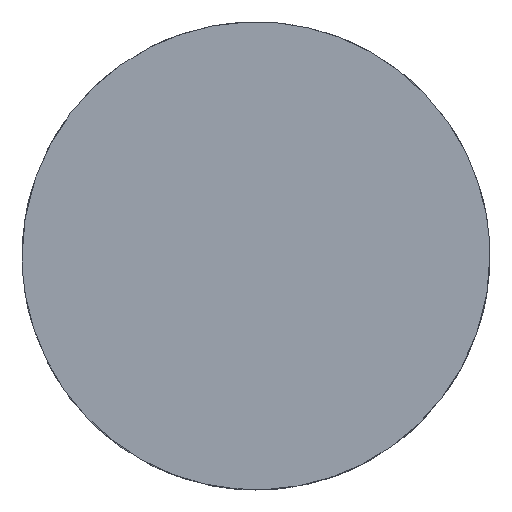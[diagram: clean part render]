
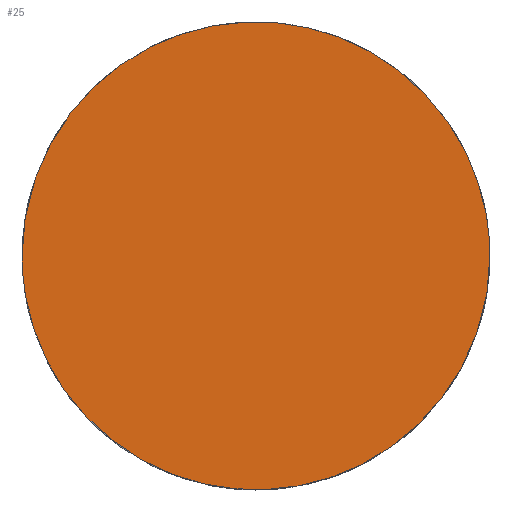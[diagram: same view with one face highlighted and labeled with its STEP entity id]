
A CAD part, top view. The second image highlights one B-rep face of the part: STEP entity #25.
In plain terms, the highlighted free-form (B-spline) face has degree [1, 1] with [2, 2] control points.
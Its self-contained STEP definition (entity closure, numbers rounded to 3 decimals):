
#25=ADVANCED_FACE('',(#31),#154,.T.);
#31=FACE_OUTER_BOUND('',#39,.T.);
#39=EDGE_LOOP('',(#58,#59));
#58=ORIENTED_EDGE('',*,*,#143,.F.);
#59=ORIENTED_EDGE('',*,*,#139,.F.);
#66=(
BOUNDED_CURVE()
B_SPLINE_CURVE(2,(#480,#481,#482,#483,#484),.UNSPECIFIED.,.F.,.F.)
B_SPLINE_CURVE_WITH_KNOTS((3,2,3),(0.,54.978,109.956),
 .UNSPECIFIED.)
CURVE()
GEOMETRIC_REPRESENTATION_ITEM()
RATIONAL_B_SPLINE_CURVE((1.,0.707,1.,0.707,1.))
REPRESENTATION_ITEM('')
);
#68=(
BOUNDED_CURVE()
B_SPLINE_CURVE(2,(#568,#569,#570,#571,#572),.UNSPECIFIED.,.F.,.F.)
B_SPLINE_CURVE_WITH_KNOTS((3,2,3),(0.,54.978,109.956),
 .UNSPECIFIED.)
CURVE()
GEOMETRIC_REPRESENTATION_ITEM()
RATIONAL_B_SPLINE_CURVE((1.,0.707,1.,0.707,1.))
REPRESENTATION_ITEM('')
);
#70=(
BOUNDED_CURVE()
B_SPLINE_CURVE(2,(#652,#653,#654,#655,#656),.UNSPECIFIED.,.F.,.F.)
B_SPLINE_CURVE_WITH_KNOTS((3,2,3),(0.,54.978,109.956),
 .UNSPECIFIED.)
CURVE()
GEOMETRIC_REPRESENTATION_ITEM()
RATIONAL_B_SPLINE_CURVE((1.,0.707,1.,0.707,1.))
REPRESENTATION_ITEM('')
);
#71=(
BOUNDED_CURVE()
B_SPLINE_CURVE(2,(#657,#658,#659,#660,#661),.UNSPECIFIED.,.F.,.F.)
B_SPLINE_CURVE_WITH_KNOTS((3,2,3),(0.,54.978,109.956),
 .UNSPECIFIED.)
CURVE()
GEOMETRIC_REPRESENTATION_ITEM()
RATIONAL_B_SPLINE_CURVE((1.,0.707,1.,0.707,1.))
REPRESENTATION_ITEM('')
);
#79=PCURVE('',#157,#103);
#85=PCURVE('',#158,#109);
#90=PCURVE('',#154,#114);
#91=PCURVE('',#154,#115);
#103=DEFINITIONAL_REPRESENTATION('',(#195),#724);
#109=DEFINITIONAL_REPRESENTATION('',(#203),#724);
#114=DEFINITIONAL_REPRESENTATION('',(#70),#724);
#115=DEFINITIONAL_REPRESENTATION('',(#71),#724);
#127=SURFACE_CURVE('',#66,(#79,#91),.PCURVE_S1.);
#131=SURFACE_CURVE('',#68,(#85,#90),.PCURVE_S1.);
#139=EDGE_CURVE('',#150,#151,#127,.T.);
#143=EDGE_CURVE('',#151,#150,#131,.T.);
#150=VERTEX_POINT('',#332);
#151=VERTEX_POINT('',#333);
#154=B_SPLINE_SURFACE_WITH_KNOTS('',1,1,((#302,#303),(#304,#305)),
 .UNSPECIFIED.,.F.,.F.,.F.,(2,2),(2,2),(-42.,42.),(-42.,
42.),.UNSPECIFIED.);
#157=(
BOUNDED_SURFACE()
B_SPLINE_SURFACE(2,1,((#266,#267),(#268,#269),(#270,#271),(#272,#273),(#274,
#275),(#276,#277),(#278,#279),(#280,#281),(#282,#283)),.UNSPECIFIED.,.T.,
 .F.,.F.)
B_SPLINE_SURFACE_WITH_KNOTS((3,2,2,2,3),(2,2),(0.,54.978,109.956,
164.934,219.911),(0.,39.6),.UNSPECIFIED.)
GEOMETRIC_REPRESENTATION_ITEM()
RATIONAL_B_SPLINE_SURFACE(((1.,1.),(0.707,0.707),
(1.,1.),(0.707,0.707),(1.,1.),(0.707,
0.707),(1.,1.),(0.707,0.707),(1.,1.)))
REPRESENTATION_ITEM('')
SURFACE()
);
#158=(
BOUNDED_SURFACE()
B_SPLINE_SURFACE(2,1,((#284,#285),(#286,#287),(#288,#289),(#290,#291),(#292,
#293),(#294,#295),(#296,#297),(#298,#299),(#300,#301)),.UNSPECIFIED.,.T.,
 .F.,.F.)
B_SPLINE_SURFACE_WITH_KNOTS((3,2,2,2,3),(2,2),(0.,54.978,109.956,
164.934,219.911),(0.,39.6),.UNSPECIFIED.)
GEOMETRIC_REPRESENTATION_ITEM()
RATIONAL_B_SPLINE_SURFACE(((1.,1.),(0.707,0.707),
(1.,1.),(0.707,0.707),(1.,1.),(0.707,
0.707),(1.,1.),(0.707,0.707),(1.,1.)))
REPRESENTATION_ITEM('')
SURFACE()
);
#195=B_SPLINE_CURVE_WITH_KNOTS('',1,(#485,#486),.UNSPECIFIED.,.F.,.F.,(2,
2),(0.,109.956),.UNSPECIFIED.);
#203=B_SPLINE_CURVE_WITH_KNOTS('',1,(#573,#574),.UNSPECIFIED.,.F.,.F.,(2,
2),(0.,109.956),.UNSPECIFIED.);
#266=CARTESIAN_POINT('',(-21.907,-4.759,36.3));
#267=CARTESIAN_POINT('',(-21.907,-4.759,-3.3));
#268=CARTESIAN_POINT('',(-56.907,-4.759,36.3));
#269=CARTESIAN_POINT('',(-56.907,-4.759,-3.3));
#270=CARTESIAN_POINT('',(-56.907,30.241,36.3));
#271=CARTESIAN_POINT('',(-56.907,30.241,-3.3));
#272=CARTESIAN_POINT('',(-56.907,65.241,36.3));
#273=CARTESIAN_POINT('',(-56.907,65.241,-3.3));
#274=CARTESIAN_POINT('',(-21.907,65.241,36.3));
#275=CARTESIAN_POINT('',(-21.907,65.241,-3.3));
#276=CARTESIAN_POINT('',(13.093,65.241,36.3));
#277=CARTESIAN_POINT('',(13.093,65.241,-3.3));
#278=CARTESIAN_POINT('',(13.093,30.241,36.3));
#279=CARTESIAN_POINT('',(13.093,30.241,-3.3));
#280=CARTESIAN_POINT('',(13.093,-4.759,36.3));
#281=CARTESIAN_POINT('',(13.093,-4.759,-3.3));
#282=CARTESIAN_POINT('',(-21.907,-4.759,36.3));
#283=CARTESIAN_POINT('',(-21.907,-4.759,-3.3));
#284=CARTESIAN_POINT('',(-21.907,65.241,36.3));
#285=CARTESIAN_POINT('',(-21.907,65.241,-3.3));
#286=CARTESIAN_POINT('',(13.093,65.241,36.3));
#287=CARTESIAN_POINT('',(13.093,65.241,-3.3));
#288=CARTESIAN_POINT('',(13.093,30.241,36.3));
#289=CARTESIAN_POINT('',(13.093,30.241,-3.3));
#290=CARTESIAN_POINT('',(13.093,-4.759,36.3));
#291=CARTESIAN_POINT('',(13.093,-4.759,-3.3));
#292=CARTESIAN_POINT('',(-21.907,-4.759,36.3));
#293=CARTESIAN_POINT('',(-21.907,-4.759,-3.3));
#294=CARTESIAN_POINT('',(-56.907,-4.759,36.3));
#295=CARTESIAN_POINT('',(-56.907,-4.759,-3.3));
#296=CARTESIAN_POINT('',(-56.907,30.241,36.3));
#297=CARTESIAN_POINT('',(-56.907,30.241,-3.3));
#298=CARTESIAN_POINT('',(-56.907,65.241,36.3));
#299=CARTESIAN_POINT('',(-56.907,65.241,-3.3));
#300=CARTESIAN_POINT('',(-21.907,65.241,36.3));
#301=CARTESIAN_POINT('',(-21.907,65.241,-3.3));
#302=CARTESIAN_POINT('',(-63.907,-11.759,33.));
#303=CARTESIAN_POINT('',(-63.907,72.241,33.));
#304=CARTESIAN_POINT('',(20.093,-11.759,33.));
#305=CARTESIAN_POINT('',(20.093,72.241,33.));
#332=CARTESIAN_POINT('',(-56.907,30.241,33.));
#333=CARTESIAN_POINT('',(13.093,30.241,33.));
#480=CARTESIAN_POINT('',(-56.907,30.241,33.));
#481=CARTESIAN_POINT('',(-56.907,65.241,33.));
#482=CARTESIAN_POINT('',(-21.907,65.241,33.));
#483=CARTESIAN_POINT('',(13.093,65.241,33.));
#484=CARTESIAN_POINT('',(13.093,30.241,33.));
#485=CARTESIAN_POINT('',(54.978,3.3));
#486=CARTESIAN_POINT('',(164.934,3.3));
#568=CARTESIAN_POINT('',(13.093,30.241,33.));
#569=CARTESIAN_POINT('',(13.093,-4.759,33.));
#570=CARTESIAN_POINT('',(-21.907,-4.759,33.));
#571=CARTESIAN_POINT('',(-56.907,-4.759,33.));
#572=CARTESIAN_POINT('',(-56.907,30.241,33.));
#573=CARTESIAN_POINT('',(54.978,3.3));
#574=CARTESIAN_POINT('',(164.934,3.3));
#652=CARTESIAN_POINT('',(35.,0.));
#653=CARTESIAN_POINT('',(35.,-35.));
#654=CARTESIAN_POINT('',(0.,-35.));
#655=CARTESIAN_POINT('',(-35.,-35.));
#656=CARTESIAN_POINT('',(-35.,0.));
#657=CARTESIAN_POINT('',(-35.,0.));
#658=CARTESIAN_POINT('',(-35.,35.));
#659=CARTESIAN_POINT('',(0.,35.));
#660=CARTESIAN_POINT('',(35.,35.));
#661=CARTESIAN_POINT('',(35.,0.));
#724=(
GEOMETRIC_REPRESENTATION_CONTEXT(2)
PARAMETRIC_REPRESENTATION_CONTEXT()
REPRESENTATION_CONTEXT('pspace','')
);
